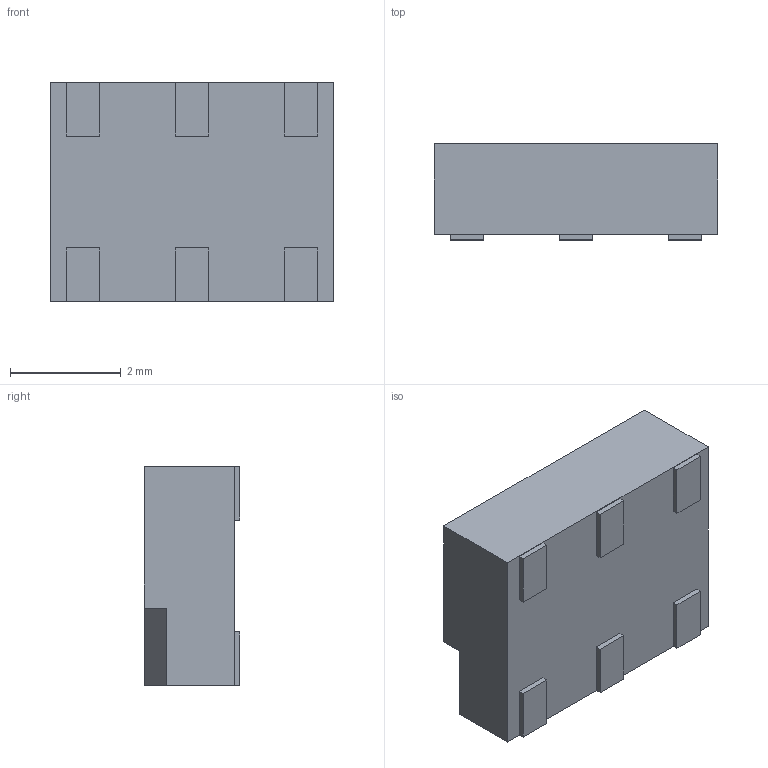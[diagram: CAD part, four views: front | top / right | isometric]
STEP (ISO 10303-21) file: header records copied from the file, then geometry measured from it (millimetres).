
FILE_DESCRIPTION (( 'STEP AP214' ), '1' );
FILE_NAME ('AEDR-8300_encoder.STEP', '2019-10-01T14:28:42', ( '' ), ( '' ), 'SwSTEP 2.0', 'SolidWorks 2018', '' );
FILE_SCHEMA (( 'AUTOMOTIVE_DESIGN' ));
Length unit declared in the file: millimetre
Products named in the file (1): AEDR-8300_encoder
Bounding box: 5.12 x 1.73 x 3.96 mm (x, y, z)
Volume: 28.9 mm3; surface area: 82.6 mm2
Topology: 1 solids, 1 shells, 51 faces, 126 edges, 82 vertices
Faces by surface type: plane 43, sphere 4, cylinder 4
Entity records: 1792 total; most frequent: CARTESIAN_POINT 248, ORIENTED_EDGE 236, DIRECTION 234, EDGE_CURVE 118, LINE 106, VECTOR 106, VERTEX_POINT 78, AXIS2_PLACEMENT_3D 64
